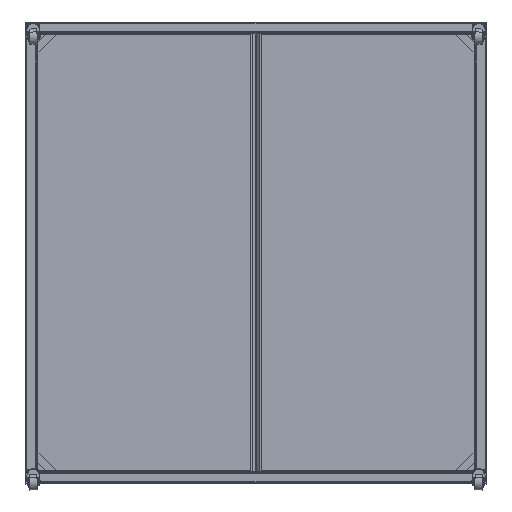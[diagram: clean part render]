
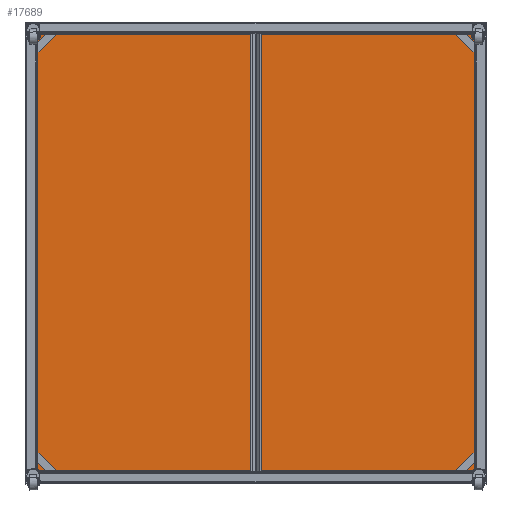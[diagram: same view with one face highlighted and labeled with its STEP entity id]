
A CAD part, front view. The second image highlights one B-rep face of the part: STEP entity #17689.
In plain terms, the highlighted planar face has unit normal (0, -1, 0).
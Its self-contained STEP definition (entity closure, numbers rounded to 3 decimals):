
#312 = DIRECTION ( 'NONE',  ( 1., 0., 0. ) ) ;
#326 = FACE_OUTER_BOUND ( 'NONE', #30208, .T. ) ;
#566 = ORIENTED_EDGE ( 'NONE', *, *, #27356, .T. ) ;
#2206 = LINE ( 'NONE', #36107, #9763 ) ;
#3509 = DIRECTION ( 'NONE',  ( 0., 0., 1. ) ) ;
#4575 = DIRECTION ( 'NONE',  ( 0., 1., 0. ) ) ;
#4649 = CARTESIAN_POINT ( 'NONE',  ( -567.5, 0., 567.5 ) ) ;
#5146 = CARTESIAN_POINT ( 'NONE',  ( -567.5, 0., 567.5 ) ) ;
#5802 = ORIENTED_EDGE ( 'NONE', *, *, #24615, .T. ) ;
#9763 = VECTOR ( 'NONE', #312, 1000. ) ;
#13989 = VECTOR ( 'NONE', #19589, 1000. ) ;
#15209 = ORIENTED_EDGE ( 'NONE', *, *, #16942, .T. ) ;
#16102 = DIRECTION ( 'NONE',  ( 0., 0., -1. ) ) ;
#16155 = VERTEX_POINT ( 'NONE', #29158 ) ;
#16262 = LINE ( 'NONE', #36953, #24182 ) ;
#16942 = EDGE_CURVE ( 'NONE', #31888, #32157, #2206, .T. ) ;
#17689 = ADVANCED_FACE ( 'NONE', ( #326 ), #37220, .F. ) ;
#19589 = DIRECTION ( 'NONE',  ( -1., 0., 0. ) ) ;
#20714 = AXIS2_PLACEMENT_3D ( 'NONE', #22541, #4575, #25500 ) ;
#21482 = CARTESIAN_POINT ( 'NONE',  ( 567.5, 0., -567.5 ) ) ;
#22037 = VERTEX_POINT ( 'NONE', #5146 ) ;
#22541 = CARTESIAN_POINT ( 'NONE',  ( 0., 0., 0. ) ) ;
#24182 = VECTOR ( 'NONE', #16102, 1000. ) ;
#24615 = EDGE_CURVE ( 'NONE', #22037, #31888, #16262, .T. ) ;
#25213 = EDGE_CURVE ( 'NONE', #16155, #22037, #37766, .T. ) ;
#25500 = DIRECTION ( 'NONE',  ( 0., 0., 1. ) ) ;
#27356 = EDGE_CURVE ( 'NONE', #32157, #16155, #36196, .T. ) ;
#28262 = VECTOR ( 'NONE', #3509, 1000. ) ;
#29158 = CARTESIAN_POINT ( 'NONE',  ( 567.5, 0., 567.5 ) ) ;
#30208 = EDGE_LOOP ( 'NONE', ( #566, #34686, #5802, #15209 ) ) ;
#31455 = CARTESIAN_POINT ( 'NONE',  ( -567.5, 0., -567.5 ) ) ;
#31888 = VERTEX_POINT ( 'NONE', #31455 ) ;
#32157 = VERTEX_POINT ( 'NONE', #32982 ) ;
#32982 = CARTESIAN_POINT ( 'NONE',  ( 567.5, 0., -567.5 ) ) ;
#34686 = ORIENTED_EDGE ( 'NONE', *, *, #25213, .T. ) ;
#36107 = CARTESIAN_POINT ( 'NONE',  ( -567.5, 0., -567.5 ) ) ;
#36196 = LINE ( 'NONE', #21482, #28262 ) ;
#36953 = CARTESIAN_POINT ( 'NONE',  ( -567.5, 0., -567.5 ) ) ;
#37220 = PLANE ( 'NONE',  #20714 ) ;
#37766 = LINE ( 'NONE', #4649, #13989 ) ;
